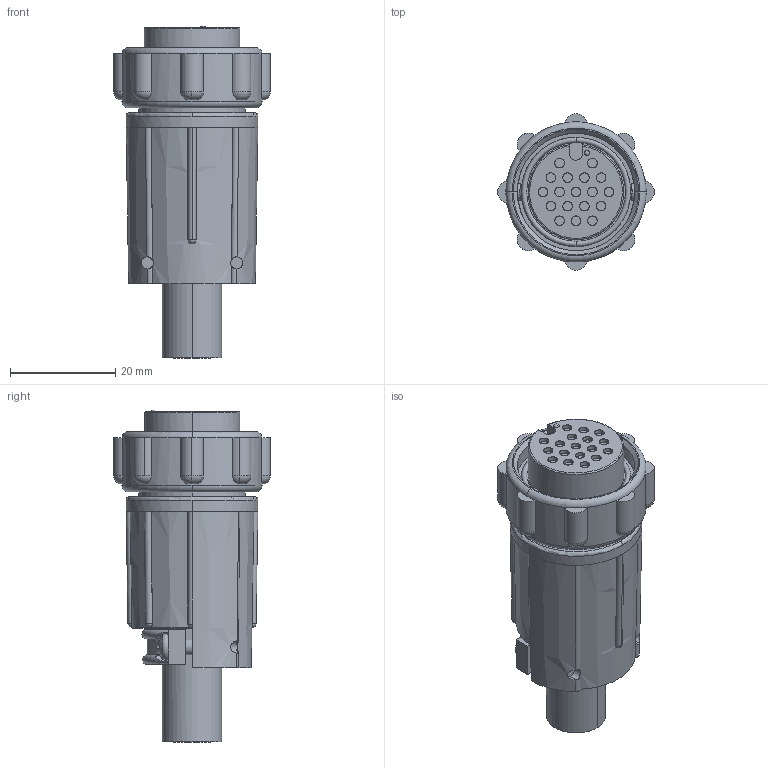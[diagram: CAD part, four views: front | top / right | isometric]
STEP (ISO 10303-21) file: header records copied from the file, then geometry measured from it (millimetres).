
FILE_DESCRIPTION (( 'STEP AP203' ), '1' );
FILE_NAME ('13282-18SG-326.STEP', '2015-11-18T21:26:39', ( '' ), ( '' ), 'SwSTEP 2.0', 'SolidWorks 2014', '' );
FILE_SCHEMA (( 'CONFIG_CONTROL_DESIGN' ));
Length unit declared in the file: inch
Products named in the file (1): 13282-18SG-326
Bounding box: 29.84 x 29.84 x 63.17 mm (x, y, z)
Volume: 21660.8 mm3; surface area: 7394.1 mm2
Topology: 1 solids, 1 shells, 326 faces, 792 edges, 512 vertices
Faces by surface type: plane 140, cylinder 129, torus 36, cone 10, sphere 9, bspline 2
Entity records: 16562 total; most frequent: CARTESIAN_POINT 9261, ORIENTED_EDGE 1574, DIRECTION 1368, EDGE_CURVE 787, AXIS2_PLACEMENT_3D 551, VERTEX_POINT 510, EDGE_LOOP 377, ADVANCED_FACE 326
